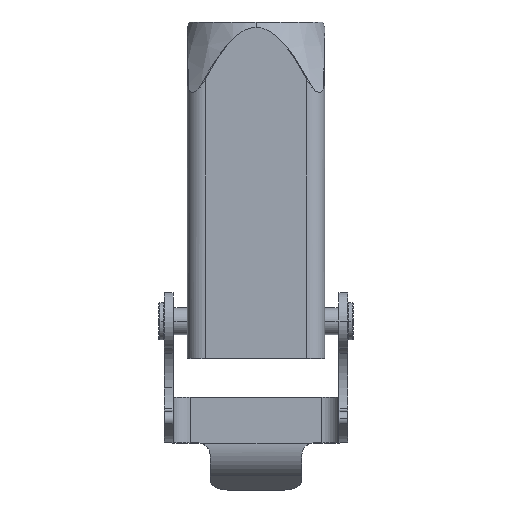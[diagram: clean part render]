
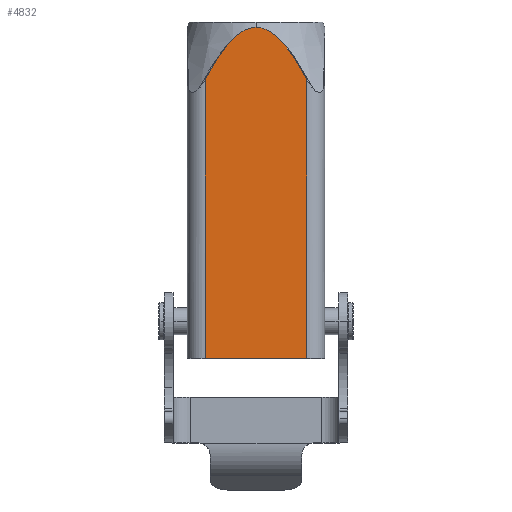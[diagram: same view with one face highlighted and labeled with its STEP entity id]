
A CAD part, top view. The second image highlights one B-rep face of the part: STEP entity #4832.
In plain terms, the highlighted planar face has unit normal (0, 0, 1).
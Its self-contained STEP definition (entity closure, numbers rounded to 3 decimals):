
#591=CARTESIAN_POINT('',(0.,61.673,12.));
#592=CARTESIAN_POINT('',(0.239,61.673,12.));
#593=CARTESIAN_POINT('',(0.736,61.63,12.));
#594=CARTESIAN_POINT('',(1.564,61.39,12.));
#595=CARTESIAN_POINT('',(2.411,60.962,12.));
#596=CARTESIAN_POINT('',(3.268,60.351,12.));
#597=CARTESIAN_POINT('',(3.832,59.839,12.));
#598=CARTESIAN_POINT('',(4.115,59.555,12.));
#624=CARTESIAN_POINT('',(-4.116,59.554,12.));
#625=CARTESIAN_POINT('',(-3.832,59.838,12.));
#626=CARTESIAN_POINT('',(-3.267,60.352,12.));
#627=CARTESIAN_POINT('',(-2.416,60.959,12.));
#628=CARTESIAN_POINT('',(-1.563,61.39,12.));
#629=CARTESIAN_POINT('',(-0.735,61.631,12.));
#630=CARTESIAN_POINT('',(-0.238,61.673,12.));
#631=CARTESIAN_POINT('',(0.,61.673,12.));
#675=CARTESIAN_POINT('',(8.9,52.485,12.));
#676=CARTESIAN_POINT('',(8.233,53.738,12.));
#677=CARTESIAN_POINT('',(6.824,56.207,12.));
#678=CARTESIAN_POINT('',(5.138,58.529,12.));
#679=CARTESIAN_POINT('',(4.115,59.555,12.));
#681=CARTESIAN_POINT('',(-4.116,59.554,12.));
#682=CARTESIAN_POINT('',(-5.14,58.528,12.));
#683=CARTESIAN_POINT('',(-6.823,56.206,12.));
#684=CARTESIAN_POINT('',(-8.233,53.738,12.));
#685=CARTESIAN_POINT('',(-8.9,52.485,12.));
#699=CARTESIAN_POINT('',(4.115,59.555,12.));
#717=DIRECTION('',(0.,-1.,0.));
#718=VECTOR('',#717,48.685);
#719=CARTESIAN_POINT('',(8.9,52.485,12.));
#720=LINE('',#719,#718);
#726=CARTESIAN_POINT('',(8.9,52.485,12.));
#836=DIRECTION('',(-1.,0.,0.));
#837=VECTOR('',#836,17.8);
#838=CARTESIAN_POINT('',(8.9,3.8,12.));
#839=LINE('',#838,#837);
#957=DIRECTION('',(0.,1.,0.));
#958=VECTOR('',#957,48.685);
#959=CARTESIAN_POINT('',(-8.9,3.8,12.));
#960=LINE('',#959,#958);
#977=CARTESIAN_POINT('',(-4.116,59.554,12.));
#996=CARTESIAN_POINT('',(-8.9,52.485,12.));
#3327=CARTESIAN_POINT('',(0.,61.673,12.));
#3329=VERTEX_POINT('',#3327);
#3348=VERTEX_POINT('',#699);
#3479=CARTESIAN_POINT('',(8.9,3.8,12.));
#3481=VERTEX_POINT('',#3479);
#3659=VERTEX_POINT('',#726);
#3712=CARTESIAN_POINT('',(-8.9,3.8,12.));
#3713=VERTEX_POINT('',#3712);
#3787=VERTEX_POINT('',#977);
#3788=VERTEX_POINT('',#996);
#4813=CARTESIAN_POINT('',(-8.9,62.601,12.));
#4814=DIRECTION('',(0.,0.,1.));
#4815=DIRECTION('',(1.,0.,0.));
#4816=AXIS2_PLACEMENT_3D('',#4813,#4814,#4815);
#4817=PLANE('',#4816);
#4818=ORIENTED_EDGE('',*,*,#4753,.T.);
#4820=ORIENTED_EDGE('',*,*,#4819,.F.);
#4822=ORIENTED_EDGE('',*,*,#4821,.T.);
#4824=ORIENTED_EDGE('',*,*,#4823,.T.);
#4826=ORIENTED_EDGE('',*,*,#4825,.T.);
#4828=ORIENTED_EDGE('',*,*,#4827,.F.);
#4829=ORIENTED_EDGE('',*,*,#4783,.T.);
#4830=EDGE_LOOP('',(#4818,#4820,#4822,#4824,#4826,#4828,#4829));
#4831=FACE_OUTER_BOUND('',#4830,.F.);
#4832=ADVANCED_FACE('',(#4831),#4817,.T.);
#599=B_SPLINE_CURVE_WITH_KNOTS('',3,(#591,#592,#593,#594,#595,#596,#597,#598),
.UNSPECIFIED.,.F.,.F.,(4,1,1,1,1,4),(0.,0.2,0.4,0.6,0.8,1.),
.UNSPECIFIED.);
#632=B_SPLINE_CURVE_WITH_KNOTS('',3,(#624,#625,#626,#627,#628,#629,#630,#631),
.UNSPECIFIED.,.F.,.F.,(4,1,1,1,1,4),(0.,0.2,0.4,0.6,0.8,1.),
.UNSPECIFIED.);
#680=B_SPLINE_CURVE_WITH_KNOTS('',3,(#675,#676,#677,#678,#679),.UNSPECIFIED.,
.F.,.F.,(4,1,4),(0.,0.5,1.),.UNSPECIFIED.);
#686=B_SPLINE_CURVE_WITH_KNOTS('',3,(#681,#682,#683,#684,#685),.UNSPECIFIED.,
.F.,.F.,(4,1,4),(0.,0.5,1.),.UNSPECIFIED.);
#4753=EDGE_CURVE('',#3329,#3348,#599,.T.);
#4783=EDGE_CURVE('',#3787,#3329,#632,.T.);
#4819=EDGE_CURVE('',#3659,#3348,#680,.T.);
#4821=EDGE_CURVE('',#3659,#3481,#720,.T.);
#4823=EDGE_CURVE('',#3481,#3713,#839,.T.);
#4825=EDGE_CURVE('',#3713,#3788,#960,.T.);
#4827=EDGE_CURVE('',#3787,#3788,#686,.T.);
